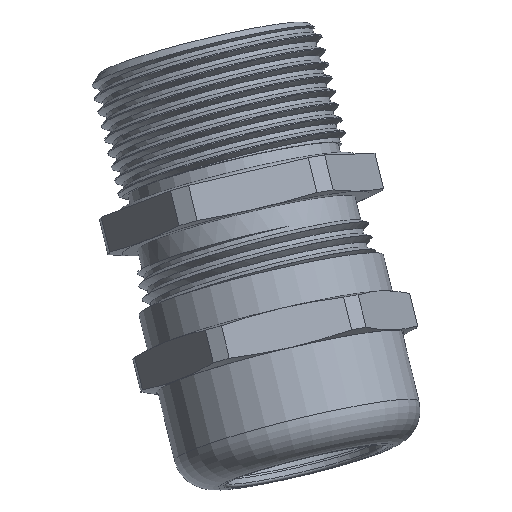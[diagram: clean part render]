
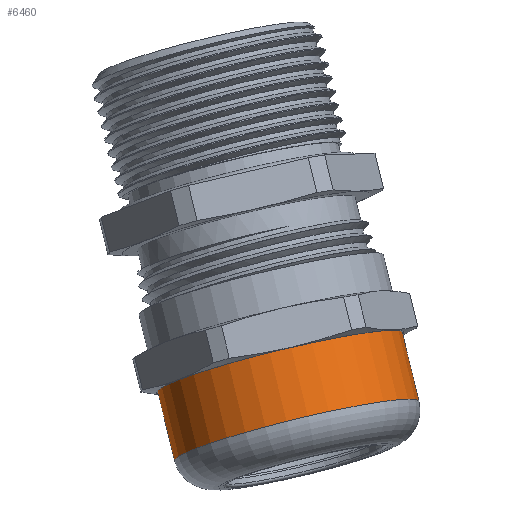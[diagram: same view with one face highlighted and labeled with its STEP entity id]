
A CAD part, left-side view. The second image highlights one B-rep face of the part: STEP entity #6460.
In plain terms, the highlighted cylindrical face has radius 13.325 mm (diameter 26.65 mm), a full revolution.
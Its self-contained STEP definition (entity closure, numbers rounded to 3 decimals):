
#1239=FACE_BOUND('',#2039,.T.);
#1606=FACE_OUTER_BOUND('',#2038,.T.);
#2038=EDGE_LOOP('',(#5987));
#2039=EDGE_LOOP('',(#5988));
#2459=CIRCLE('',#7314,13.325);
#2466=CIRCLE('',#7328,13.325);
#3115=VERTEX_POINT('',#16960);
#3122=VERTEX_POINT('',#16981);
#4071=EDGE_CURVE('',#3115,#3115,#2459,.T.);
#4078=EDGE_CURVE('',#3122,#3122,#2466,.T.);
#5987=ORIENTED_EDGE('',*,*,#4078,.T.);
#5988=ORIENTED_EDGE('',*,*,#4071,.F.);
#6093=CYLINDRICAL_SURFACE('',#7329,13.325);
#6460=ADVANCED_FACE('',(#1606,#1239),#6093,.T.);
#7314=AXIS2_PLACEMENT_3D('',#16961,#9203,#9204);
#7328=AXIS2_PLACEMENT_3D('',#16982,#9231,#9232);
#7329=AXIS2_PLACEMENT_3D('',#16983,#9233,#9234);
#9203=DIRECTION('center_axis',(1.,0.,0.));
#9204=DIRECTION('ref_axis',(0.,0.,-1.));
#9231=DIRECTION('center_axis',(1.,0.,0.));
#9232=DIRECTION('ref_axis',(0.,0.,-1.));
#9233=DIRECTION('center_axis',(1.,0.,0.));
#9234=DIRECTION('ref_axis',(0.,1.,0.));
#16960=CARTESIAN_POINT('',(-8.48,13.325,0.));
#16961=CARTESIAN_POINT('Origin',(-8.48,0.,0.));
#16981=CARTESIAN_POINT('',(-16.,13.325,0.));
#16982=CARTESIAN_POINT('Origin',(-16.,0.,0.));
#16983=CARTESIAN_POINT('Origin',(-12.24,0.,0.));
